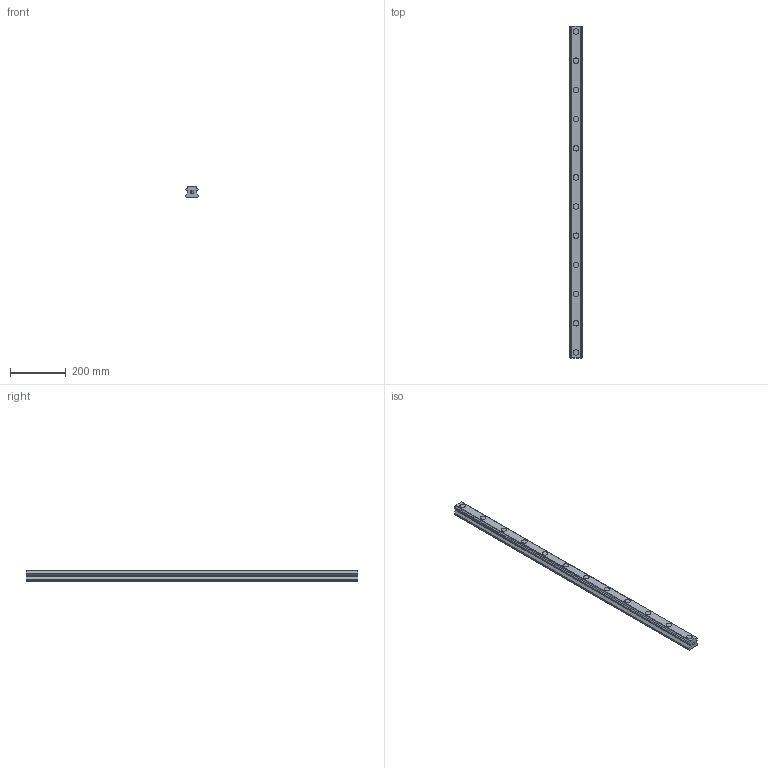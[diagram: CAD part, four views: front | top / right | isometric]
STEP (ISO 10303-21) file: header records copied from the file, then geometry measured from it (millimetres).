
FILE_DESCRIPTION(('STEP AP214'),'1');
FILE_NAME('cctmp_F0F63716-B60D-485F-8314-557E5DC7FA15_2020_10_29_8_43_18_377..stp','2020-10-29T07:43:18',('HIWIN GmbH'),('CADClick - www.CADClick.com'),'Spatial InterOp 3D',' ','unknown authorization');
FILE_SCHEMA(('AUTOMOTIVE_DESIGN'));
Length unit declared in the file: millimetre
Products named in the file (1): HGR45R1195H_FILE
Bounding box: 45 x 1195 x 38 mm (x, y, z)
Volume: 1602529.5 mm3; surface area: 234831.6 mm2
Topology: 1 solids, 1 shells, 205 faces, 489 edges, 326 vertices
Faces by surface type: plane 129, cylinder 76
Entity records: 7619 total; most frequent: DIRECTION 1053, CARTESIAN_POINT 1021, ORIENTED_EDGE 978, EDGE_CURVE 489, AXIS2_PLACEMENT_3D 358, LINE 337, VECTOR 337, VERTEX_POINT 326
